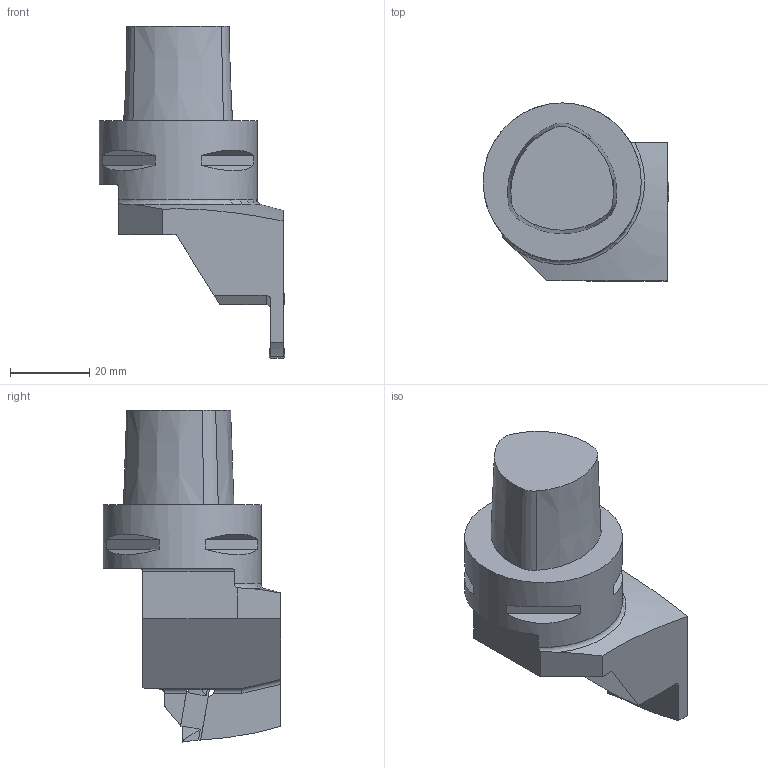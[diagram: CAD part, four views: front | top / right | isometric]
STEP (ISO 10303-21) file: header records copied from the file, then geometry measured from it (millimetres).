
FILE_DESCRIPTION(/* description */ (''),/* implementation_level */ '2;1');
FILE_NAME(/* name */ 'C4-CFIL-27060-04JETI.stp',/* time_stamp */ '2021-01-15T17:46:13+05:00',/* author */ (''),/* organization */ (''),/* preprocessor_version */ 'ST-DEVELOPER v16.7',/* originating_system */ 'SIEMENS PLM Software NX 12.0',/* authorisation */ '');
FILE_SCHEMA (('AUTOMOTIVE_DESIGN { 1 0 10303 214 3 1 1 1 }'));
Length unit declared in the file: millimetre
Products named in the file (1): C4-CFIL-27060-04JETI
Bounding box: 47 x 45 x 84.01 mm (x, y, z)
Volume: 62293.7 mm3; surface area: 12926.5 mm2
Topology: 3 solids, 3 shells, 89 faces, 231 edges, 152 vertices
Faces by surface type: plane 66, cylinder 15, cone 7, torus 1
Full cylindrical faces by diameter (mm): 40 x1
Entity records: 2850 total; most frequent: CARTESIAN_POINT 572, DIRECTION 465, ORIENTED_EDGE 458, EDGE_CURVE 229, LINE 159, VECTOR 159, AXIS2_PLACEMENT_3D 153, VERTEX_POINT 151
